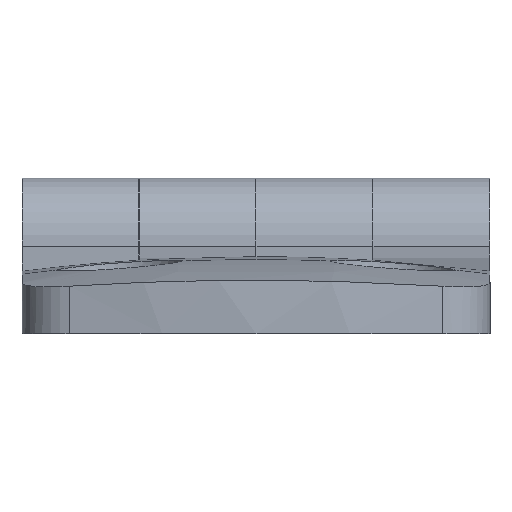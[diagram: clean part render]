
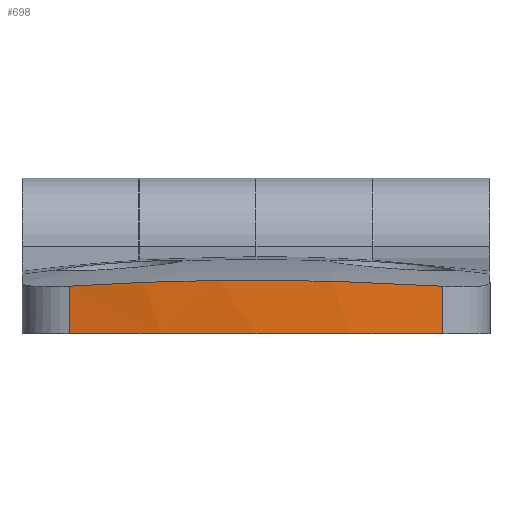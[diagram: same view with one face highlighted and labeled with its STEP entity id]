
A CAD part, front view. The second image highlights one B-rep face of the part: STEP entity #698.
In plain terms, the highlighted cylindrical face has radius 100 mm (diameter 200 mm), a partial arc.
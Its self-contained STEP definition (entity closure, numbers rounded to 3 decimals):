
#698=ADVANCED_FACE('',(#759),#760,.T.);
#759=FACE_OUTER_BOUND('',#884,.T.);
#760=CYLINDRICAL_SURFACE('',#885,100.0);
#884=EDGE_LOOP('',(#1057,#1058,#1059,#1060));
#885=AXIS2_PLACEMENT_3D('',#1061,#1062,#1063);
#1057=ORIENTED_EDGE('',*,*,#1534,.F.);
#1058=ORIENTED_EDGE('',*,*,#1535,.T.);
#1059=ORIENTED_EDGE('',*,*,#1530,.T.);
#1060=ORIENTED_EDGE('',*,*,#1536,.F.);
#1061=CARTESIAN_POINT('',(56.5,0.,15.0));
#1062=DIRECTION('',(0.0,-0.0,1.0));
#1063=DIRECTION('',(0.0,1.0,0.0));
#1530=EDGE_CURVE('',#1686,#1687,#1688,.T.);
#1534=EDGE_CURVE('',#1694,#1695,#1696,.T.);
#1535=EDGE_CURVE('',#1694,#1686,#1697,.T.);
#1536=EDGE_CURVE('',#1695,#1687,#1698,.T.);
#1686=VERTEX_POINT('',#1944);
#1687=VERTEX_POINT('',#1945);
#1688=LINE('',#1946,#1947);
#1694=VERTEX_POINT('',#1974);
#1695=VERTEX_POINT('',#1975);
#1696=LINE('',#1976,#1977);
#1697=B_SPLINE_CURVE_WITH_KNOTS('',3,(#1978,#1979,#1980,#1981,#1982,#1983,#1984,#1985,#1986,#1987,#1988,#1989,#1990,#1991,#1992,#1993,#1994,#1995,#1996,#1997,#1998,#1999,#2000,#2001,#2002,#2003,#2004,#2005,#2006,#2007,#2008,#2009),.UNSPECIFIED.,.F.,.F.,(4,1,1,1,1,1,1,1,1,1,1,1,1,1,1,1,1,1,1,1,1,1,1,1,1,1,1,1,1,4),(0.0,0.026,0.052,0.078,0.104,0.131,0.157,0.183,0.209,0.235,0.262,0.288,0.314,0.341,0.367,0.393,0.42,0.446,0.472,0.499,0.549,0.6,0.65,0.7,0.75,0.8,0.85,0.9,0.95,1.0),.UNSPECIFIED.);
#1698=CIRCLE('',#2010,100.0);
#1944=CARTESIAN_POINT('',(-41.649,19.149,-4.078));
#1945=CARTESIAN_POINT('',(-41.649,19.149,-8.961));
#1946=CARTESIAN_POINT('',(-41.649,19.149,15.0));
#1947=VECTOR('',#2560,1.0);
#1974=CARTESIAN_POINT('',(-41.649,-19.149,-4.078));
#1975=CARTESIAN_POINT('',(-41.649,-19.149,-8.961));
#1976=CARTESIAN_POINT('',(-41.649,-19.149,15.0));
#1977=VECTOR('',#2565,1.0);
#1978=CARTESIAN_POINT('',(-41.649,-19.149,-4.078));
#1979=CARTESIAN_POINT('',(-41.713,-18.82,-4.056));
#1980=CARTESIAN_POINT('',(-41.839,-18.163,-4.014));
#1981=CARTESIAN_POINT('',(-42.016,-17.173,-3.954));
#1982=CARTESIAN_POINT('',(-42.184,-16.181,-3.898));
#1983=CARTESIAN_POINT('',(-42.342,-15.187,-3.845));
#1984=CARTESIAN_POINT('',(-42.49,-14.19,-3.795));
#1985=CARTESIAN_POINT('',(-42.628,-13.192,-3.749));
#1986=CARTESIAN_POINT('',(-42.756,-12.19,-3.707));
#1987=CARTESIAN_POINT('',(-42.874,-11.187,-3.667));
#1988=CARTESIAN_POINT('',(-42.982,-10.182,-3.632));
#1989=CARTESIAN_POINT('',(-43.08,-9.175,-3.599));
#1990=CARTESIAN_POINT('',(-43.168,-8.166,-3.57));
#1991=CARTESIAN_POINT('',(-43.245,-7.156,-3.544));
#1992=CARTESIAN_POINT('',(-43.313,-6.144,-3.522));
#1993=CARTESIAN_POINT('',(-43.37,-5.13,-3.503));
#1994=CARTESIAN_POINT('',(-43.417,-4.115,-3.488));
#1995=CARTESIAN_POINT('',(-43.454,-3.099,-3.476));
#1996=CARTESIAN_POINT('',(-43.48,-2.082,-3.467));
#1997=CARTESIAN_POINT('',(-43.496,-1.064,-3.462));
#1998=CARTESIAN_POINT('',(-43.503,0.264,-3.459));
#1999=CARTESIAN_POINT('',(-43.488,1.899,-3.464));
#2000=CARTESIAN_POINT('',(-43.433,3.841,-3.483));
#2001=CARTESIAN_POINT('',(-43.339,5.777,-3.513));
#2002=CARTESIAN_POINT('',(-43.209,7.709,-3.556));
#2003=CARTESIAN_POINT('',(-43.041,9.634,-3.612));
#2004=CARTESIAN_POINT('',(-42.837,11.553,-3.68));
#2005=CARTESIAN_POINT('',(-42.596,13.465,-3.76));
#2006=CARTESIAN_POINT('',(-42.318,15.369,-3.853));
#2007=CARTESIAN_POINT('',(-42.006,17.264,-3.957));
#2008=CARTESIAN_POINT('',(-41.768,18.521,-4.038));
#2009=CARTESIAN_POINT('',(-41.649,19.149,-4.078));
#2010=AXIS2_PLACEMENT_3D('',#2566,#2567,#2568);
#2560=DIRECTION('',(0.0,0.0,-1.0));
#2565=DIRECTION('',(0.0,0.0,-1.0));
#2566=CARTESIAN_POINT('',(56.5,0.,-8.961));
#2567=DIRECTION('',(0.0,0.0,-1.0));
#2568=DIRECTION('',(0.0,-1.0,0.0));
